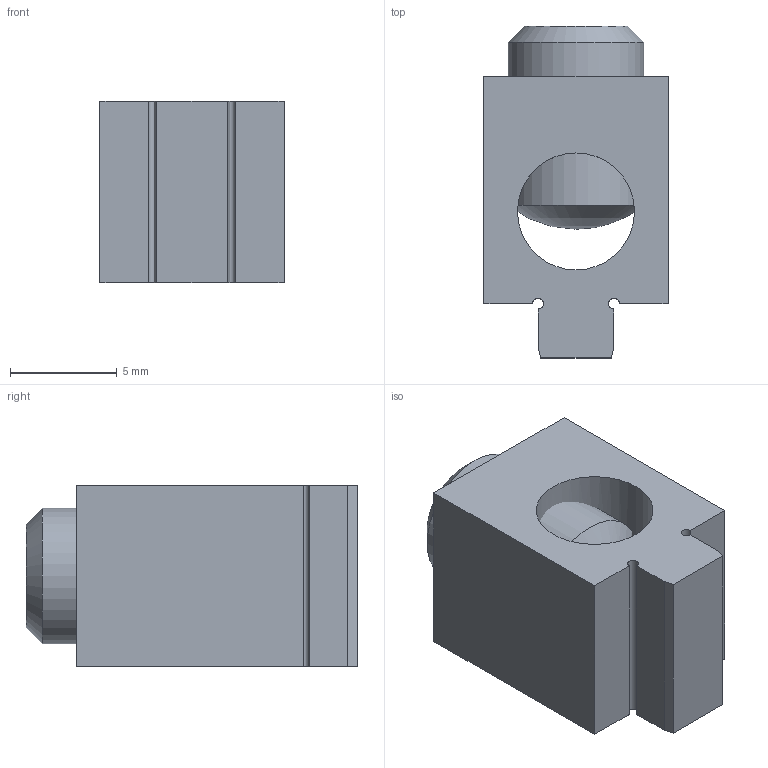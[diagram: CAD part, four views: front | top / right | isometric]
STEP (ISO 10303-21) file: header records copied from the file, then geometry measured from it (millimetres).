
FILE_DESCRIPTION(/* description */ (''),/* implementation_level */ '2;1');
FILE_NAME(/* name */ 'B6A-PCB-HEX Assembly.stp',/* time_stamp */ '2016-01-15T08:44:02-05:00',/* author */ ('tsmith'),/* organization */ (''),/* preprocessor_version */ 'ST-DEVELOPER v15.6',/* originating_system */ 'Autodesk Inventor 2015',/* authorisation */ '');
FILE_SCHEMA (('AUTOMOTIVE_DESIGN { 1 0 10303 214 3 1 1 }'));
Length unit declared in the file: inch
Products named in the file (3): B6A-PCB-HEX; 13695; B6A-PCB-HEX Assembly
Assembly tree (2 placements, depth 2):
  B6A-PCB-HEX Assembly
    B6A-PCB-HEX
    13695
Bounding box: 8.64 x 15.56 x 8.53 mm (x, y, z)
Volume: 818.2 mm3; surface area: 966.8 mm2
Topology: 2 solids, 2 shells, 28 faces, 71 edges, 47 vertices
Faces by surface type: plane 20, cylinder 5, cone 2, sphere 1
Full cylindrical faces by diameter (mm): 5.359 x1, 5.486 x1, 6.35 x1
Entity records: 912 total; most frequent: CARTESIAN_POINT 208, DIRECTION 132, ORIENTED_EDGE 124, EDGE_CURVE 62, LINE 44, VECTOR 44, VERTEX_POINT 44, AXIS2_PLACEMENT_3D 44
